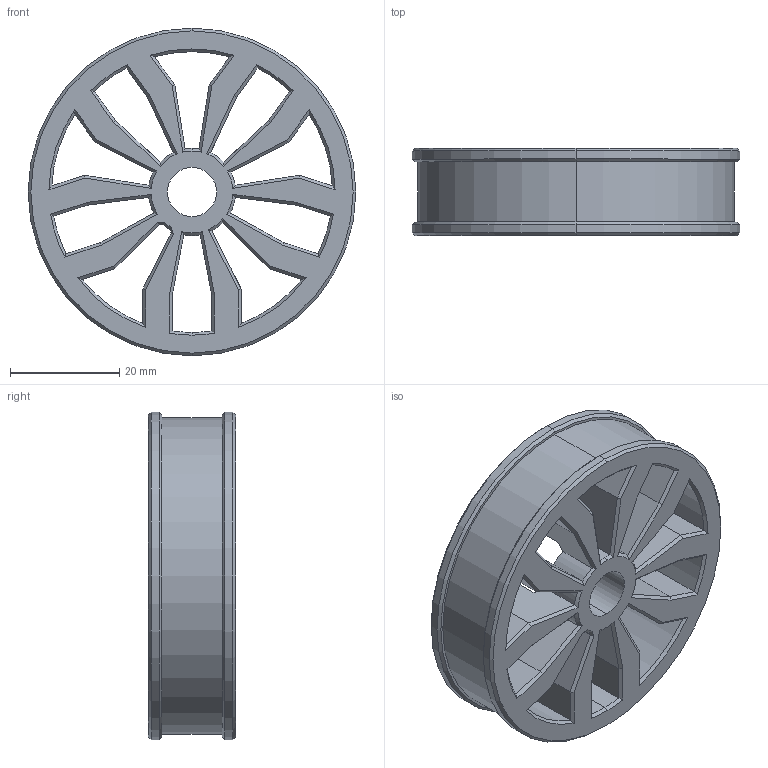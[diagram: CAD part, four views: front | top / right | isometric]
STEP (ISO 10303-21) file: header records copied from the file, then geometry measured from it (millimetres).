
FILE_DESCRIPTION (( 'STEP AP214' ), '1' );
FILE_NAME ('front wheel (print 2).STEP', '2024-12-05T18:01:34', ( '' ), ( '' ), 'SwSTEP 2.0', 'SolidWorks 2023', '' );
FILE_SCHEMA (( 'AUTOMOTIVE_DESIGN' ));
Length unit declared in the file: millimetre
Products named in the file (1): front wheel (print 2)
Bounding box: 60 x 16 x 60 mm (x, y, z)
Volume: 22905.3 mm3; surface area: 13863.3 mm2
Topology: 1 solids, 1 shells, 210 faces, 534 edges, 319 vertices
Faces by surface type: plane 129, cone 41, cylinder 40
Entity records: 6298 total; most frequent: CARTESIAN_POINT 1298, ORIENTED_EDGE 1068, DIRECTION 1001, EDGE_CURVE 534, AXIS2_PLACEMENT_3D 334, VECTOR 333, LINE 333, VERTEX_POINT 319
